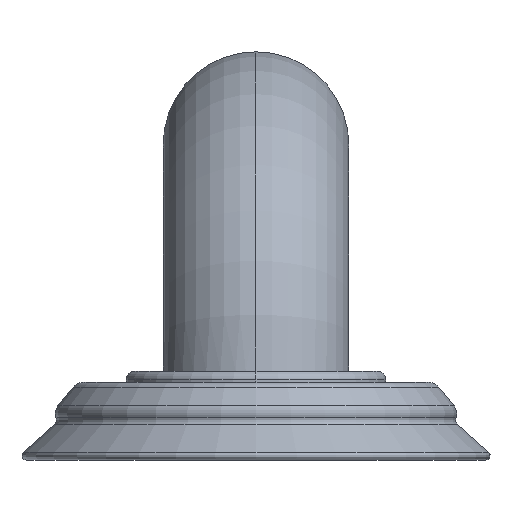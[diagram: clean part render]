
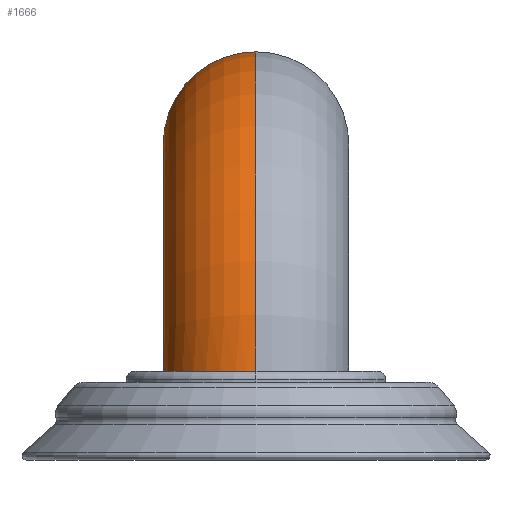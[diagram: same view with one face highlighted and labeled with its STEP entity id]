
A CAD part, left-side view. The second image highlights one B-rep face of the part: STEP entity #1666.
In plain terms, the highlighted toroidal (fillet/blend) face has major radius 41.275 mm and minor radius 15.875 mm.
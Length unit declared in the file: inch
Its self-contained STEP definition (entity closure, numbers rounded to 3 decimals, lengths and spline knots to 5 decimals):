
#421=CARTESIAN_POINT('',(-19.375,0.,0.5));
#422=DIRECTION('',(0.,1.,0.));
#423=DIRECTION('',(-0.995,0.,0.1));
#424=AXIS2_PLACEMENT_3D('',#421,#422,#423);
#426=CARTESIAN_POINT('',(-19.375,0.,2.125));
#427=DIRECTION('',(1.,0.,0.));
#428=DIRECTION('',(0.,0.,-1.));
#429=AXIS2_PLACEMENT_3D('',#426,#427,#428);
#431=CARTESIAN_POINT('',(-19.375,0.,2.125));
#432=DIRECTION('',(1.,0.,0.));
#433=DIRECTION('',(0.,1.,0.));
#434=AXIS2_PLACEMENT_3D('',#431,#432,#433);
#436=CARTESIAN_POINT('',(-20.36999,0.,0.6));
#437=CARTESIAN_POINT('',(-20.36999,0.01519,0.6));
#438=CARTESIAN_POINT('',(-20.3711,0.04548,0.6));
#439=CARTESIAN_POINT('',(-20.37609,0.09079,0.6));
#440=CARTESIAN_POINT('',(-20.38437,0.13556,0.6));
#441=CARTESIAN_POINT('',(-20.39593,0.17969,0.6));
#442=CARTESIAN_POINT('',(-20.41066,0.22282,0.6));
#443=CARTESIAN_POINT('',(-20.42855,0.26487,0.6));
#444=CARTESIAN_POINT('',(-20.44944,0.30543,0.6));
#445=CARTESIAN_POINT('',(-20.4733,0.34449,0.6));
#446=CARTESIAN_POINT('',(-20.49991,0.38164,0.6));
#447=CARTESIAN_POINT('',(-20.52925,0.41685,0.6));
#448=CARTESIAN_POINT('',(-20.56103,0.44978,0.6));
#449=CARTESIAN_POINT('',(-20.5952,0.48037,0.6));
#450=CARTESIAN_POINT('',(-20.63148,0.50836,0.6));
#451=CARTESIAN_POINT('',(-20.66974,0.53365,0.6));
#452=CARTESIAN_POINT('',(-20.70975,0.55609,0.6));
#453=CARTESIAN_POINT('',(-20.75127,0.57554,0.6));
#454=CARTESIAN_POINT('',(-20.79415,0.59193,0.6));
#455=CARTESIAN_POINT('',(-20.83804,0.60513,0.6));
#456=CARTESIAN_POINT('',(-20.88285,0.61511,0.6));
#457=CARTESIAN_POINT('',(-20.92816,0.62178,0.6));
#458=CARTESIAN_POINT('',(-20.97394,0.62514,0.6));
#459=CARTESIAN_POINT('',(-21.01972,0.62514,0.6));
#460=CARTESIAN_POINT('',(-21.06547,0.6218,0.6));
#461=CARTESIAN_POINT('',(-21.11075,0.61515,0.6));
#462=CARTESIAN_POINT('',(-21.1555,0.6052,0.6));
#463=CARTESIAN_POINT('',(-21.19931,0.59203,0.6));
#464=CARTESIAN_POINT('',(-21.2421,0.57568,0.6));
#465=CARTESIAN_POINT('',(-21.28353,0.55627,0.6));
#466=CARTESIAN_POINT('',(-21.32344,0.53389,0.6));
#467=CARTESIAN_POINT('',(-21.36161,0.50866,0.6));
#468=CARTESIAN_POINT('',(-21.3978,0.48073,0.6));
#469=CARTESIAN_POINT('',(-21.43189,0.45021,0.6));
#470=CARTESIAN_POINT('',(-21.4636,0.41734,0.6));
#471=CARTESIAN_POINT('',(-21.49288,0.38218,0.6));
#472=CARTESIAN_POINT('',(-21.51945,0.34506,0.6));
#473=CARTESIAN_POINT('',(-21.54329,0.30602,0.6));
#474=CARTESIAN_POINT('',(-21.56417,0.26544,0.6));
#475=CARTESIAN_POINT('',(-21.58206,0.22335,0.6));
#476=CARTESIAN_POINT('',(-21.5968,0.18016,0.6));
#477=CARTESIAN_POINT('',(-21.60837,0.13593,0.6));
#478=CARTESIAN_POINT('',(-21.61666,0.09105,0.6));
#479=CARTESIAN_POINT('',(-21.62167,0.04561,0.6));
#480=CARTESIAN_POINT('',(-21.62278,0.01524,0.6));
#481=CARTESIAN_POINT('',(-21.62278,0.,0.6));
#704=CARTESIAN_POINT('',(-19.375,0.,0.5));
#705=DIRECTION('',(0.,1.,0.));
#706=DIRECTION('',(-0.999,0.,0.044));
#707=AXIS2_PLACEMENT_3D('',#704,#705,#706);
#1150=CARTESIAN_POINT('',(-19.375,0.,1.5));
#1151=CARTESIAN_POINT('',(-19.375,0.625,2.125));
#1152=VERTEX_POINT('',#1150);
#1153=VERTEX_POINT('',#1151);
#1154=CARTESIAN_POINT('',(-19.375,0.,2.75));
#1156=VERTEX_POINT('',#1154);
#1168=VERTEX_POINT('',#436);
#1169=VERTEX_POINT('',#481);
#1651=CARTESIAN_POINT('',(-19.375,0.,0.5));
#1652=DIRECTION('',(0.,1.,0.));
#1653=DIRECTION('',(1.,0.,0.));
#1654=AXIS2_PLACEMENT_3D('',#1651,#1652,#1653);
#1655=TOROIDAL_SURFACE('',#1654,1.625,0.625);
#1657=ORIENTED_EDGE('',*,*,#1656,.F.);
#1659=ORIENTED_EDGE('',*,*,#1658,.T.);
#1660=ORIENTED_EDGE('',*,*,#1643,.T.);
#1661=ORIENTED_EDGE('',*,*,#1641,.T.);
#1663=ORIENTED_EDGE('',*,*,#1662,.F.);
#1664=EDGE_LOOP('',(#1657,#1659,#1660,#1661,#1663));
#1665=FACE_OUTER_BOUND('',#1664,.F.);
#1666=ADVANCED_FACE('',(#1665),#1655,.T.);
#425=CIRCLE('',#424,1.);
#430=CIRCLE('',#429,0.625);
#435=CIRCLE('',#434,0.625);
#482=B_SPLINE_CURVE_WITH_KNOTS('',3,(#436,#437,#438,#439,#440,#441,#442,#443,
#444,#445,#446,#447,#448,#449,#450,#451,#452,#453,#454,#455,#456,#457,#458,#459,
#460,#461,#462,#463,#464,#465,#466,#467,#468,#469,#470,#471,#472,#473,#474,#475,
#476,#477,#478,#479,#480,#481),.UNSPECIFIED.,.F.,.F.,(4,1,1,1,1,1,1,1,1,1,1,1,1,
1,1,1,1,1,1,1,1,1,1,1,1,1,1,1,1,1,1,1,1,1,1,1,1,1,1,1,1,1,1,4),(0.,
0.02326,0.04651,0.06977,0.09302,
0.11628,0.13953,0.16279,0.18605,
0.2093,0.23256,0.25581,0.27907,
0.30233,0.32558,0.34884,0.37209,
0.39535,0.4186,0.44186,0.46512,
0.48837,0.51163,0.53488,0.55814,
0.5814,0.60465,0.62791,0.65116,
0.67442,0.69767,0.72093,0.74419,
0.76744,0.7907,0.81395,0.83721,
0.86047,0.88372,0.90698,0.93023,
0.95349,0.97674,1.),.UNSPECIFIED.);
#708=CIRCLE('',#707,2.25);
#1641=EDGE_CURVE('',#1153,#1156,#435,.T.);
#1643=EDGE_CURVE('',#1152,#1153,#430,.T.);
#1656=EDGE_CURVE('',#1168,#1169,#482,.T.);
#1658=EDGE_CURVE('',#1168,#1152,#425,.T.);
#1662=EDGE_CURVE('',#1169,#1156,#708,.T.);
